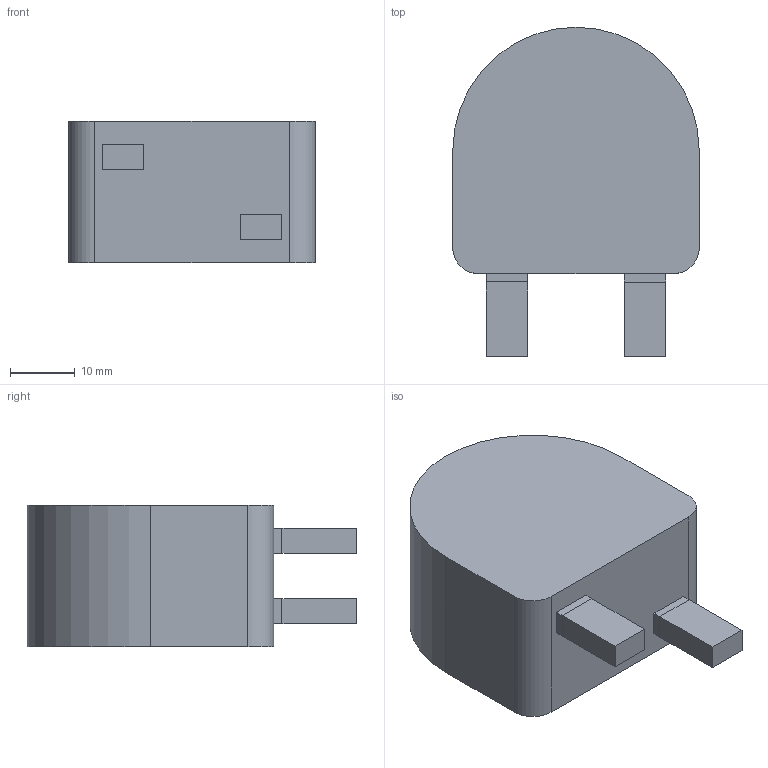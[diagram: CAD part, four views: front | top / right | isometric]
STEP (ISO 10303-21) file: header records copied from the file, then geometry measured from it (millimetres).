
FILE_DESCRIPTION (( 'STEP AP214' ), '1' );
FILE_NAME ('IHXL-1500VZ-5A.STEP', '2021-08-02T04:40:00', ( '' ), ( '' ), 'SwSTEP 2.0', 'SolidWorks 2018', '' );
FILE_SCHEMA (( 'AUTOMOTIVE_DESIGN' ));
Length unit declared in the file: millimetre
Products named in the file (1): IHXL-1500VZ-5A
Bounding box: 38.1 x 50.91 x 21.9 mm (x, y, z)
Volume: 28868.3 mm3; surface area: 6110.8 mm2
Topology: 3 solids, 3 shells, 28 faces, 58 edges, 36 vertices
Faces by surface type: plane 25, cylinder 3
Entity records: 1062 total; most frequent: CARTESIAN_POINT 123, DIRECTION 122, ORIENTED_EDGE 116, EDGE_CURVE 58, LINE 52, VECTOR 52, VERTEX_POINT 36, AXIS2_PLACEMENT_3D 35
